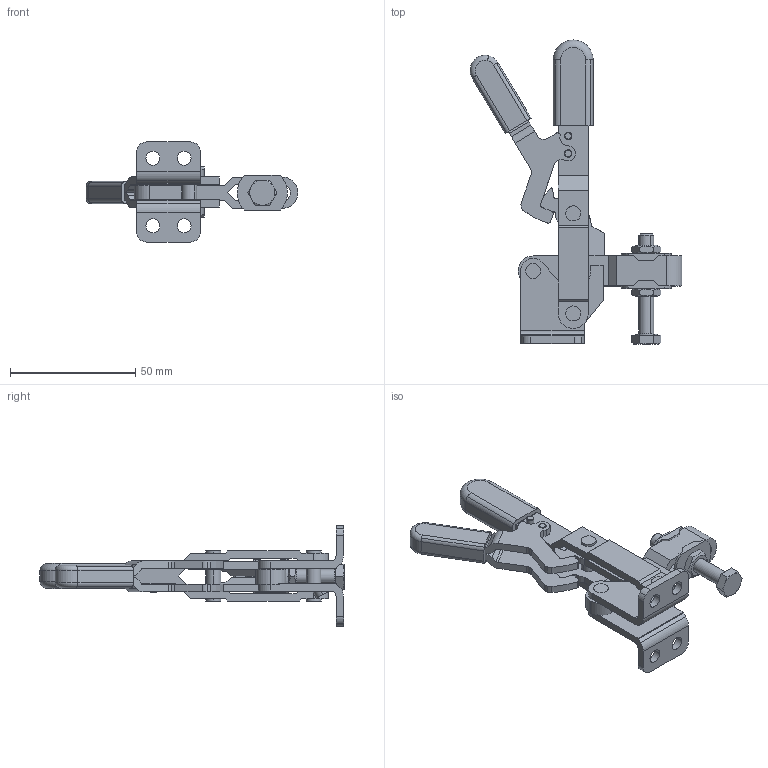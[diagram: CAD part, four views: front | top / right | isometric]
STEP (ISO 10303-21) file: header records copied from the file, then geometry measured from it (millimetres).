
FILE_DESCRIPTION((''),'2;1');
FILE_NAME('MG7UB-SL.stp','2009-11-24T15:28:33',('David'),(''),'Autodesk Inventor 8','Autodesk Inventor 8','');
FILE_SCHEMA(('AUTOMOTIVE_DESIGN { 1 0 10303 214 1 1 1 1 }'));
Length unit declared in the file: millimetre
Products named in the file (8): MG7UB-SL; MG7B SIDEPLATES; MG7-SL HANDLES MODEL; MG7-SL LINKS MODEL; MG7-SL LEVERS; MG7U BAR; MG7U FASTENERS; ISO 4017  (Regular Thread) M6 x 40
Assembly tree (7 placements, depth 2):
  MG7UB-SL
    MG7B SIDEPLATES
    MG7-SL HANDLES MODEL
    MG7-SL LINKS MODEL
    MG7-SL LEVERS
    MG7U BAR
    MG7U FASTENERS
    ISO 4017  (Regular Thread) M6 x 40
Bounding box: 84.7 x 121.56 x 40 mm (x, y, z)
Volume: 32045.3 mm3; surface area: 26774 mm2
Topology: 8 solids, 8 shells, 438 faces, 1177 edges, 776 vertices
Faces by surface type: cylinder 139, plane 137, bspline 118, cone 38, torus 6
Entity records: 14778 total; most frequent: CARTESIAN_POINT 3590, ORIENTED_EDGE 2354, DIRECTION 2273, EDGE_CURVE 1177, AXIS2_PLACEMENT_3D 805, VERTEX_POINT 776, VECTOR 663, LINE 663
